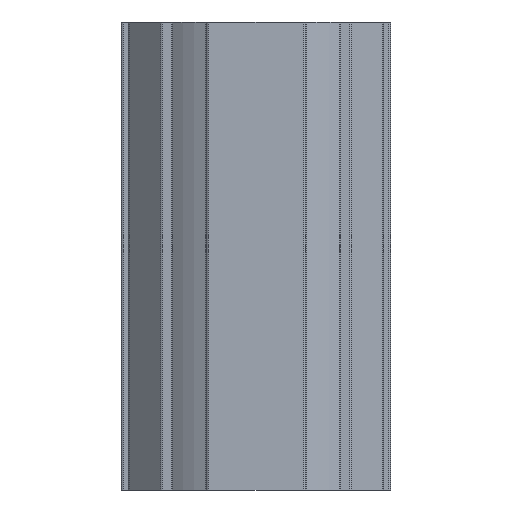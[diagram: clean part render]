
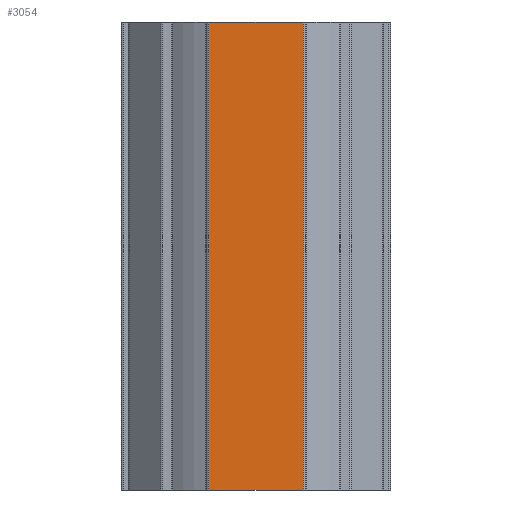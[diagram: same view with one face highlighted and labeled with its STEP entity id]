
A CAD part, front view. The second image highlights one B-rep face of the part: STEP entity #3054.
In plain terms, the highlighted planar face has unit normal (0, -1, 0).
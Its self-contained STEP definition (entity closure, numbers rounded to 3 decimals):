
#49 = VERTEX_POINT ( 'NONE', #1210 ) ;
#134 = CARTESIAN_POINT ( 'NONE',  ( 20.25, -57.5, 0. ) ) ;
#261 = DIRECTION ( 'NONE',  ( 1., 0., 0. ) ) ;
#305 = CARTESIAN_POINT ( 'NONE',  ( -20.25, -57.5, 0. ) ) ;
#506 = VECTOR ( 'NONE', #3665, 1000. ) ;
#728 = DIRECTION ( 'NONE',  ( 0., 0., 1. ) ) ;
#739 = DIRECTION ( 'NONE',  ( 0., 0., -1. ) ) ;
#766 = VECTOR ( 'NONE', #739, 1000. ) ;
#805 = VECTOR ( 'NONE', #3563, 1000. ) ;
#1018 = CARTESIAN_POINT ( 'NONE',  ( 20.25, -57.5, 200. ) ) ;
#1210 = CARTESIAN_POINT ( 'NONE',  ( -20.25, -57.5, 0. ) ) ;
#1243 = EDGE_CURVE ( 'NONE', #3464, #2086, #2906, .T. ) ;
#1356 = LINE ( 'NONE', #305, #4444 ) ;
#1633 = CARTESIAN_POINT ( 'NONE',  ( -20.25, -57.5, 200. ) ) ;
#1797 = LINE ( 'NONE', #4206, #766 ) ;
#1989 = ORIENTED_EDGE ( 'NONE', *, *, #2097, .T. ) ;
#2086 = VERTEX_POINT ( 'NONE', #3305 ) ;
#2097 = EDGE_CURVE ( 'NONE', #49, #3644, #1356, .T. ) ;
#2167 = FACE_OUTER_BOUND ( 'NONE', #4541, .T. ) ;
#2597 = CARTESIAN_POINT ( 'NONE',  ( -20.25, -57.5, 200. ) ) ;
#2824 = ORIENTED_EDGE ( 'NONE', *, *, #2985, .F. ) ;
#2906 = LINE ( 'NONE', #1633, #805 ) ;
#2985 = EDGE_CURVE ( 'NONE', #2086, #3644, #3547, .T. ) ;
#3054 = ADVANCED_FACE ( 'NONE', ( #2167 ), #4147, .F. ) ;
#3305 = CARTESIAN_POINT ( 'NONE',  ( 20.25, -57.5, 200. ) ) ;
#3374 = DIRECTION ( 'NONE',  ( 0., 1., 0. ) ) ;
#3464 = VERTEX_POINT ( 'NONE', #3836 ) ;
#3547 = LINE ( 'NONE', #1018, #506 ) ;
#3563 = DIRECTION ( 'NONE',  ( 1., 0., 0. ) ) ;
#3644 = VERTEX_POINT ( 'NONE', #134 ) ;
#3665 = DIRECTION ( 'NONE',  ( 0., 0., -1. ) ) ;
#3836 = CARTESIAN_POINT ( 'NONE',  ( -20.25, -57.5, 200. ) ) ;
#4040 = AXIS2_PLACEMENT_3D ( 'NONE', #2597, #3374, #728 ) ;
#4139 = ORIENTED_EDGE ( 'NONE', *, *, #1243, .F. ) ;
#4147 = PLANE ( 'NONE',  #4040 ) ;
#4206 = CARTESIAN_POINT ( 'NONE',  ( -20.25, -57.5, 200. ) ) ;
#4367 = EDGE_CURVE ( 'NONE', #3464, #49, #1797, .T. ) ;
#4444 = VECTOR ( 'NONE', #261, 1000. ) ;
#4541 = EDGE_LOOP ( 'NONE', ( #1989, #2824, #4139, #4961 ) ) ;
#4961 = ORIENTED_EDGE ( 'NONE', *, *, #4367, .T. ) ;
